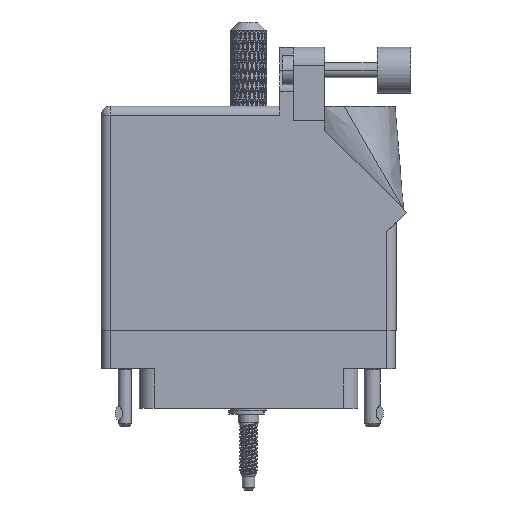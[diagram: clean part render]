
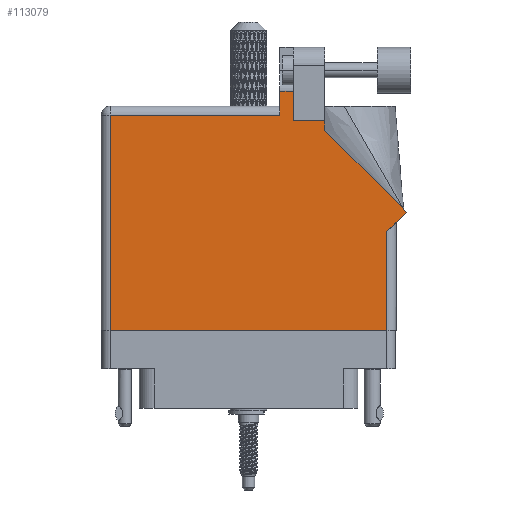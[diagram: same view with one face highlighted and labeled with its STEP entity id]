
A CAD part, front view. The second image highlights one B-rep face of the part: STEP entity #113079.
In plain terms, the highlighted face is planar.
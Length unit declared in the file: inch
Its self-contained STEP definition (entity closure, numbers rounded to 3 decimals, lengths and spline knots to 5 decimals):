
#1267 = CARTESIAN_POINT ( 'NONE',  ( 1.311, 1.6315, 0. ) ) ;
#1899 = CARTESIAN_POINT ( 'NONE',  ( 0.062, 1.468, 0. ) ) ;
#2935 = CARTESIAN_POINT ( 'NONE',  ( 1.217, 1.53, 0. ) ) ;
#4000 = LINE ( 'NONE', #28546, #105467 ) ;
#5197 = CARTESIAN_POINT ( 'NONE',  ( 1.217, 1.468, 0. ) ) ;
#5447 = VERTEX_POINT ( 'NONE', #1899 ) ;
#8324 = LINE ( 'NONE', #78695, #24885 ) ;
#9178 = ORIENTED_EDGE ( 'NONE', *, *, #41098, .T. ) ;
#10512 = VECTOR ( 'NONE', #38553, 39.37008 ) ;
#13793 = LINE ( 'NONE', #67076, #48367 ) ;
#13901 = LINE ( 'NONE', #44222, #110501 ) ;
#14009 = EDGE_CURVE ( 'NONE', #69279, #5447, #41993, .T. ) ;
#14216 = DIRECTION ( 'NONE',  ( 1., 0., 0. ) ) ;
#15113 = CARTESIAN_POINT ( 'NONE',  ( 1.311, 1.43, 0. ) ) ;
#15636 = VECTOR ( 'NONE', #108130, 39.37008 ) ;
#15705 = EDGE_CURVE ( 'NONE', #57867, #80874, #33471, .T. ) ;
#15838 = CARTESIAN_POINT ( 'NONE',  ( 0., 1.53, 0. ) ) ;
#16191 = EDGE_CURVE ( 'NONE', #44877, #57867, #92890, .T. ) ;
#19569 = DIRECTION ( 'NONE',  ( -1., 0., 0. ) ) ;
#22005 = CARTESIAN_POINT ( 'NONE',  ( 1.311, 1.43, 0. ) ) ;
#22368 = ORIENTED_EDGE ( 'NONE', *, *, #59631, .T. ) ;
#23586 = EDGE_CURVE ( 'NONE', #63103, #69279, #35143, .T. ) ;
#24885 = VECTOR ( 'NONE', #19569, 39.37008 ) ;
#25447 = CARTESIAN_POINT ( 'NONE',  ( 1.524, 1.36442, 0. ) ) ;
#26422 = DIRECTION ( 'NONE',  ( 0., 1., 0. ) ) ;
#28546 = CARTESIAN_POINT ( 'NONE',  ( 2.01, 0.737, 0. ) ) ;
#30206 = VERTEX_POINT ( 'NONE', #1267 ) ;
#30978 = DIRECTION ( 'NONE',  ( 0., -1., 0. ) ) ;
#31471 = CARTESIAN_POINT ( 'NONE',  ( 1.948, 0., 0. ) ) ;
#32346 = VECTOR ( 'NONE', #30978, 39.37008 ) ;
#33471 = LINE ( 'NONE', #25447, #112147 ) ;
#35143 = LINE ( 'NONE', #2935, #32346 ) ;
#37460 = VERTEX_POINT ( 'NONE', #31471 ) ;
#37981 = EDGE_LOOP ( 'NONE', ( #103408, #48951, #72151, #39105, #83084, #41024, #107421, #9178, #92298, #106541, #22368 ) ) ;
#38553 = DIRECTION ( 'NONE',  ( 0., 1., 0. ) ) ;
#39105 = ORIENTED_EDGE ( 'NONE', *, *, #14009, .T. ) ;
#39452 = CARTESIAN_POINT ( 'NONE',  ( 1.948, 0.675, 0. ) ) ;
#41024 = ORIENTED_EDGE ( 'NONE', *, *, #84389, .T. ) ;
#41098 = EDGE_CURVE ( 'NONE', #104845, #44877, #4000, .T. ) ;
#41993 = LINE ( 'NONE', #97627, #101354 ) ;
#42053 = DIRECTION ( 'NONE',  ( 0., 0., -1. ) ) ;
#42151 = VERTEX_POINT ( 'NONE', #89600 ) ;
#43510 = CARTESIAN_POINT ( 'NONE',  ( 2.08071, 0.80771, 0. ) ) ;
#43851 = EDGE_CURVE ( 'NONE', #37460, #104845, #13901, .T. ) ;
#44222 = CARTESIAN_POINT ( 'NONE',  ( 1.948, 0.737, 0. ) ) ;
#44877 = VERTEX_POINT ( 'NONE', #43510 ) ;
#45934 = VECTOR ( 'NONE', #51606, 39.37008 ) ;
#48367 = VECTOR ( 'NONE', #14216, 39.37008 ) ;
#48539 = CARTESIAN_POINT ( 'NONE',  ( 1.524, 1.43, 0. ) ) ;
#48951 = ORIENTED_EDGE ( 'NONE', *, *, #71687, .T. ) ;
#49444 = PLANE ( 'NONE',  #97706 ) ;
#51606 = DIRECTION ( 'NONE',  ( -0.707, 0.707, 0. ) ) ;
#55085 = VECTOR ( 'NONE', #86973, 39.37008 ) ;
#57867 = VERTEX_POINT ( 'NONE', #90964 ) ;
#59631 = EDGE_CURVE ( 'NONE', #80874, #67443, #8324, .T. ) ;
#61029 = CARTESIAN_POINT ( 'NONE',  ( 0.062, 0., 0. ) ) ;
#63103 = VERTEX_POINT ( 'NONE', #108316 ) ;
#63875 = EDGE_CURVE ( 'NONE', #67443, #30206, #78199, .T. ) ;
#67076 = CARTESIAN_POINT ( 'NONE',  ( 0., 0., 0. ) ) ;
#67443 = VERTEX_POINT ( 'NONE', #15113 ) ;
#68097 = LINE ( 'NONE', #110922, #15636 ) ;
#68318 = DIRECTION ( 'NONE',  ( 0., 1., 0. ) ) ;
#69279 = VERTEX_POINT ( 'NONE', #5197 ) ;
#71687 = EDGE_CURVE ( 'NONE', #30206, #63103, #68097, .T. ) ;
#72151 = ORIENTED_EDGE ( 'NONE', *, *, #23586, .T. ) ;
#72866 = FACE_OUTER_BOUND ( 'NONE', #37981, .T. ) ;
#73683 = DIRECTION ( 'NONE',  ( -1., 0., 0. ) ) ;
#78199 = LINE ( 'NONE', #22005, #10512 ) ;
#78695 = CARTESIAN_POINT ( 'NONE',  ( 1.524, 1.43, 0. ) ) ;
#80874 = VERTEX_POINT ( 'NONE', #48539 ) ;
#82665 = LINE ( 'NONE', #61029, #55085 ) ;
#83084 = ORIENTED_EDGE ( 'NONE', *, *, #85265, .T. ) ;
#84389 = EDGE_CURVE ( 'NONE', #42151, #37460, #13793, .T. ) ;
#85265 = EDGE_CURVE ( 'NONE', #5447, #42151, #82665, .T. ) ;
#86973 = DIRECTION ( 'NONE',  ( 0., -1., 0. ) ) ;
#89600 = CARTESIAN_POINT ( 'NONE',  ( 0.062, 0., 0. ) ) ;
#90403 = DIRECTION ( 'NONE',  ( 0.707, 0.707, 0. ) ) ;
#90964 = CARTESIAN_POINT ( 'NONE',  ( 1.524, 1.36442, 0. ) ) ;
#92298 = ORIENTED_EDGE ( 'NONE', *, *, #16191, .T. ) ;
#92890 = LINE ( 'NONE', #103676, #45934 ) ;
#93438 = DIRECTION ( 'NONE',  ( -1., 0., 0. ) ) ;
#97627 = CARTESIAN_POINT ( 'NONE',  ( 0., 1.468, 0. ) ) ;
#97706 = AXIS2_PLACEMENT_3D ( 'NONE', #15838, #42053, #93438 ) ;
#101354 = VECTOR ( 'NONE', #73683, 39.37008 ) ;
#103408 = ORIENTED_EDGE ( 'NONE', *, *, #63875, .T. ) ;
#103676 = CARTESIAN_POINT ( 'NONE',  ( 2.08071, 0.80771, 0. ) ) ;
#104845 = VERTEX_POINT ( 'NONE', #39452 ) ;
#105467 = VECTOR ( 'NONE', #90403, 39.37008 ) ;
#106541 = ORIENTED_EDGE ( 'NONE', *, *, #15705, .T. ) ;
#107421 = ORIENTED_EDGE ( 'NONE', *, *, #43851, .T. ) ;
#108130 = DIRECTION ( 'NONE',  ( -1., 0., 0. ) ) ;
#108316 = CARTESIAN_POINT ( 'NONE',  ( 1.217, 1.6315, 0. ) ) ;
#110501 = VECTOR ( 'NONE', #26422, 39.37008 ) ;
#110922 = CARTESIAN_POINT ( 'NONE',  ( 1.64177, 1.6315, 0. ) ) ;
#112147 = VECTOR ( 'NONE', #68318, 39.37008 ) ;
#113079 = ADVANCED_FACE ( 'NONE', ( #72866 ), #49444, .F. ) ;
